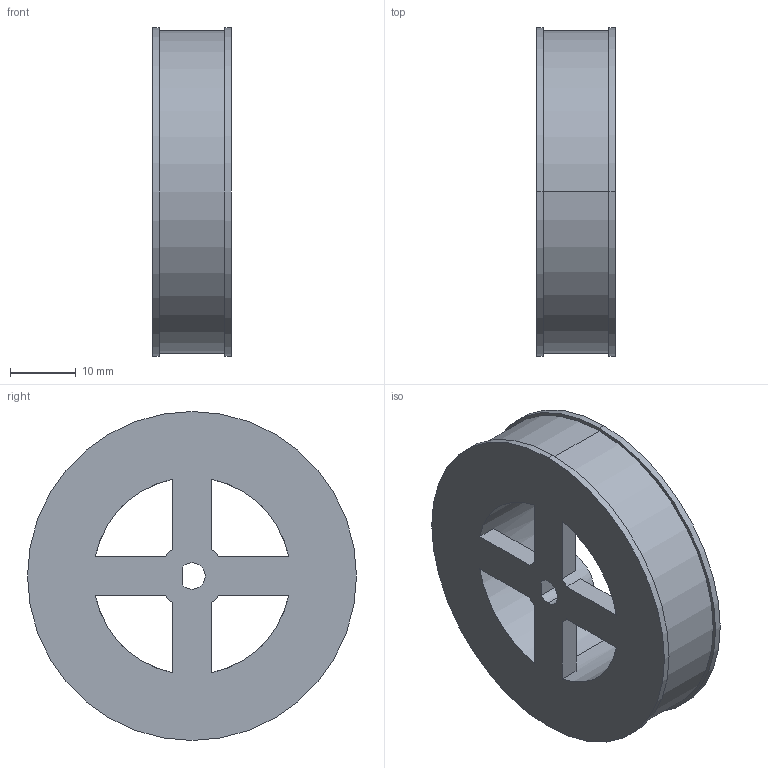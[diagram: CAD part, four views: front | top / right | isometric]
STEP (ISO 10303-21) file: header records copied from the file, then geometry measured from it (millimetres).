
FILE_DESCRIPTION (( 'STEP AP203' ), '1' );
FILE_NAME ('Front Wheel Rim.STEP', '2025-02-18T22:56:33', ( '' ), ( '' ), 'SwSTEP 2.0', 'SolidWorks 2024', '' );
FILE_SCHEMA (( 'CONFIG_CONTROL_DESIGN' ));
Length unit declared in the file: millimetre
Products named in the file (1): Front Wheel Rim
Bounding box: 12 x 50 x 50 mm (x, y, z)
Volume: 15372.2 mm3; surface area: 6603.2 mm2
Topology: 1 solids, 1 shells, 31 faces, 90 edges, 60 vertices
Faces by surface type: plane 18, cylinder 13
Entity records: 1143 total; most frequent: DIRECTION 196, CARTESIAN_POINT 182, ORIENTED_EDGE 180, EDGE_CURVE 90, AXIS2_PLACEMENT_3D 74, VERTEX_POINT 60, VECTOR 48, LINE 48
